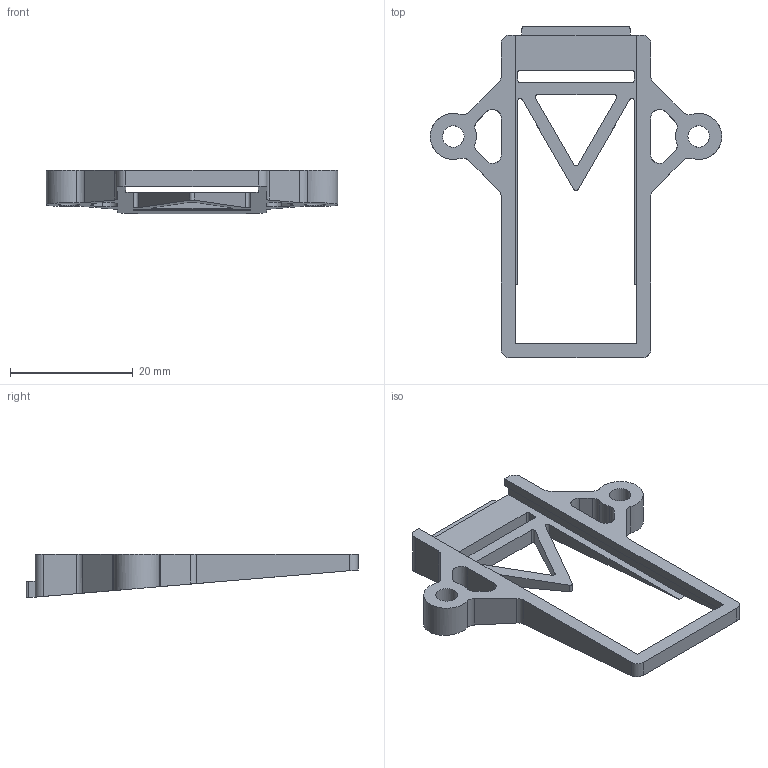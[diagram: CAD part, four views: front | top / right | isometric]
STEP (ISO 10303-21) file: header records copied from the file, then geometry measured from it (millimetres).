
FILE_DESCRIPTION(/* description */ (''),/* implementation_level */ '2;1');
FILE_NAME(/* name */ '51x21mm - Pi Pico - Angled.step',/* time_stamp */ '2024-03-15T10:59:17+02:00',/* author */ (''),/* organization */ (''),/* preprocessor_version */ 'ST-DEVELOPER v20',/* originating_system */ 'Autodesk Translation Framework v12.20.1.177',/* authorisation */ '');
FILE_SCHEMA (('AUTOMOTIVE_DESIGN { 1 0 10303 214 3 1 1 }'));
Length unit declared in the file: millimetre
Products named in the file (1): VOID16 Redux Angled Controller Mount
Bounding box: 47.5 x 54.1 x 7.14 mm (x, y, z)
Volume: 2548.3 mm3; surface area: 3474 mm2
Topology: 1 solids, 1 shells, 83 faces, 242 edges, 160 vertices
Faces by surface type: plane 43, cylinder 40
Full cylindrical faces by diameter (mm): 3.5 x2
Entity records: 2814 total; most frequent: DIRECTION 490, CARTESIAN_POINT 486, ORIENTED_EDGE 484, EDGE_CURVE 242, AXIS2_PLACEMENT_3D 164, LINE 162, VECTOR 162, VERTEX_POINT 160
